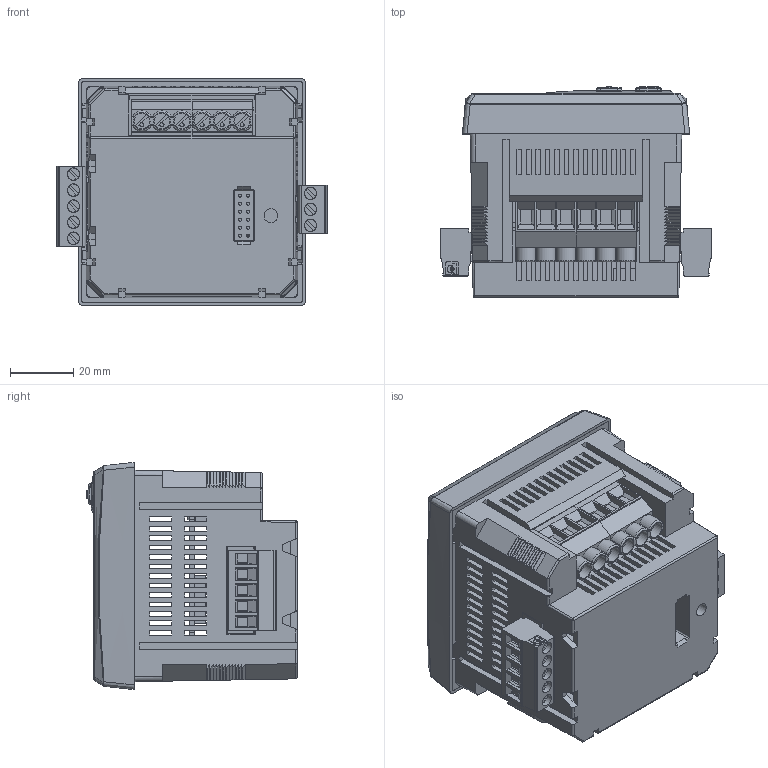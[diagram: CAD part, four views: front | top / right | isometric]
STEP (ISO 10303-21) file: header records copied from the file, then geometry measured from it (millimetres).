
FILE_DESCRIPTION(/* description */ ('STEP AP214'),/* implementation_level */ '2;1');
FILE_NAME(/* name */ 'AcuDC243 customer version 05302025.step',/* time_stamp */ '2025-05-30T15:01:43-04:00',/* author */ (''),/* organization */ (''),/* preprocessor_version */ 'ST-DEVELOPER v20.1',/* originating_system */ 'Autodesk Translation Framework v14.4.0.0',/* authorisation */ '');
FILE_SCHEMA (('AUTOMOTIVE_DESIGN { 1 0 10303 214 3 1 1 }'));
Products named in the file (1): AcuDC243
Bounding box: 86 x 66.65 x 72 mm (x, y, z)
Volume: 70320.7 mm3; surface area: 98723.7 mm2
Topology: 25 solids, 27 shells, 4816 faces, 12738 edges, 8166 vertices
Faces by surface type: plane 3896, cylinder 616, bspline 231, cone 38, sphere 19, torus 16
Full cylindrical faces by diameter (mm): 0.406 x5, 0.434 x2, 0.457 x2, 0.609 x2, 1 x12, 1.3 x6, 1.4 x21, 1.6 x2, 2 x4, 2.5 x2, 2.8 x19, 3.2 x4, 3.5 x4, 3.783 x8, 4 x8, 4.3 x5, 5 x10, 5.2 x6, 7.5 x1
Entity records: 156871 total; most frequent: CARTESIAN_POINT 37917, ORIENTED_EDGE 25416, DIRECTION 22949, EDGE_CURVE 12722, LINE 10443, VECTOR 10443, VERTEX_POINT 8158, AXIS2_PLACEMENT_3D 6253
